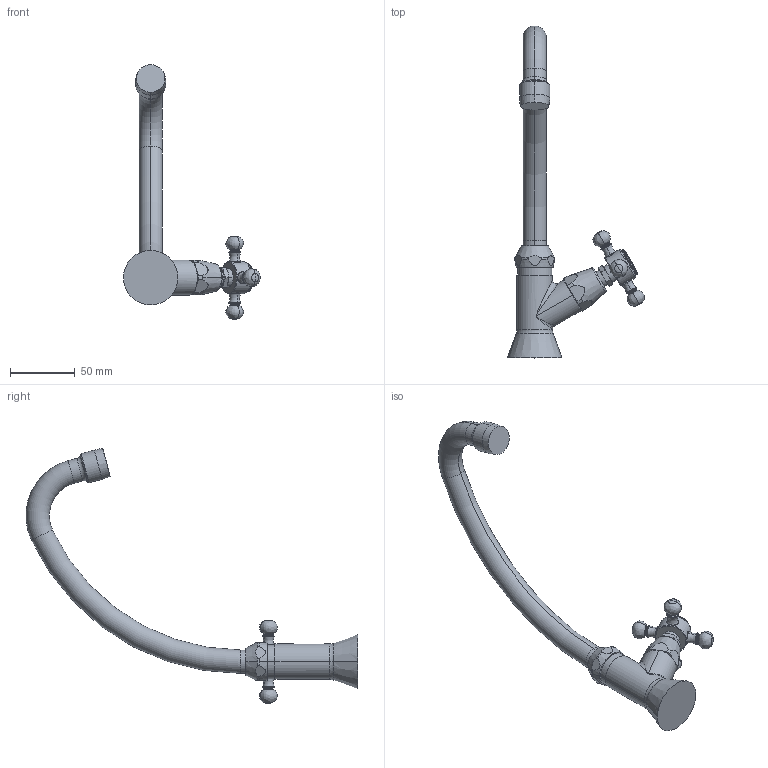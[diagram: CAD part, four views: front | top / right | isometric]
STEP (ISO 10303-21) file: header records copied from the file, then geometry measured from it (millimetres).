
FILE_DESCRIPTION((''),'2;1');
FILE_NAME('VLV091CR','2021-11-11T08:42:35',('ut3'),('PAFFONI SpA'),'CREO PARAMETRIC BY PTC INC, 2020044','CREO PARAMETRIC BY PTC INC, 2020044','');
FILE_SCHEMA(('CONFIG_CONTROL_DESIGN','SHAPE_APPEARANCE_LAYERS_GROUPS'));
Length unit declared in the file: millimetre
Products named in the file (1): VLV091CR
Bounding box: 105.57 x 255.33 x 196.03 mm (x, y, z)
Volume: 173597.3 mm3; surface area: 35305.8 mm2
Topology: 1 solids, 1 shells, 491 faces, 1324 edges, 842 vertices
Faces by surface type: plane 235, cylinder 152, torus 56, cone 24, bspline 14, sphere 10
Entity records: 21418 total; most frequent: CARTESIAN_POINT 5359, ORIENTED_EDGE 2628, DIRECTION 2458, EDGE_CURVE 1314, AXIS2_PLACEMENT_3D 941, VERTEX_POINT 842, FILL_AREA_STYLE_COLOUR 590, FILL_AREA_STYLE 590
